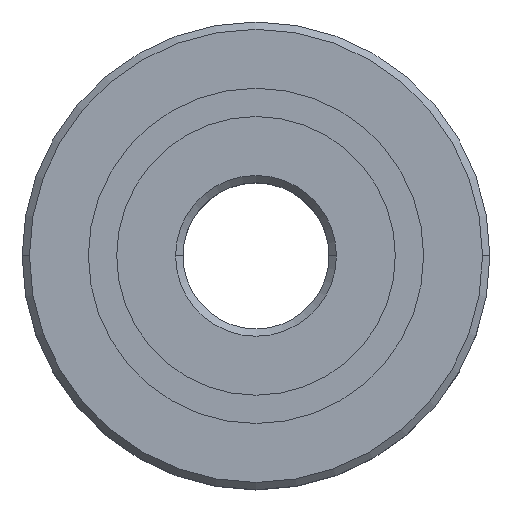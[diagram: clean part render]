
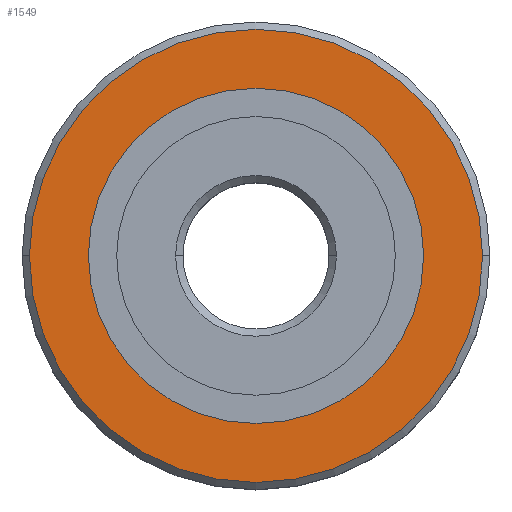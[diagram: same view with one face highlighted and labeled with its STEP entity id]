
A CAD part, top view. The second image highlights one B-rep face of the part: STEP entity #1549.
In plain terms, the highlighted planar face has unit normal (0, 0, 1).
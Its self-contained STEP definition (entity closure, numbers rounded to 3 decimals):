
#79 = DIRECTION ( 'NONE',  ( 1., 0., 0. ) ) ;
#109 = AXIS2_PLACEMENT_3D ( 'NONE', #594, #845, #1356 ) ;
#117 = DIRECTION ( 'NONE',  ( 1., 0., 0. ) ) ;
#180 = DIRECTION ( 'NONE',  ( 1., 0., 0. ) ) ;
#187 = ORIENTED_EDGE ( 'NONE', *, *, #1256, .F. ) ;
#211 = EDGE_CURVE ( 'NONE', #482, #1071, #1107, .T. ) ;
#212 = CARTESIAN_POINT ( 'NONE',  ( 0., 0., 2.5 ) ) ;
#279 = EDGE_LOOP ( 'NONE', ( #667, #786 ) ) ;
#331 = CARTESIAN_POINT ( 'NONE',  ( 0., 0., 2.5 ) ) ;
#364 = ORIENTED_EDGE ( 'NONE', *, *, #1009, .F. ) ;
#371 = AXIS2_PLACEMENT_3D ( 'NONE', #331, #1222, #79 ) ;
#482 = VERTEX_POINT ( 'NONE', #1617 ) ;
#564 = FACE_BOUND ( 'NONE', #1202, .T. ) ;
#594 = CARTESIAN_POINT ( 'NONE',  ( 0., 7.75, 2.5 ) ) ;
#596 = CARTESIAN_POINT ( 'NONE',  ( 7.75, 0., 2.5 ) ) ;
#661 = VERTEX_POINT ( 'NONE', #1547 ) ;
#667 = ORIENTED_EDGE ( 'NONE', *, *, #211, .T. ) ;
#786 = ORIENTED_EDGE ( 'NONE', *, *, #1278, .T. ) ;
#812 = DIRECTION ( 'NONE',  ( 0., 0., 1. ) ) ;
#833 = DIRECTION ( 'NONE',  ( 1., 0., 0. ) ) ;
#845 = DIRECTION ( 'NONE',  ( 0., 0., -1. ) ) ;
#861 = CARTESIAN_POINT ( 'NONE',  ( -5.734, 0., 2.5 ) ) ;
#863 = AXIS2_PLACEMENT_3D ( 'NONE', #212, #1473, #833 ) ;
#867 = DIRECTION ( 'NONE',  ( 0., 0., 1. ) ) ;
#933 = CIRCLE ( 'NONE', #1352, 5.734 ) ;
#938 = CARTESIAN_POINT ( 'NONE',  ( 0., 0., 2.5 ) ) ;
#951 = VERTEX_POINT ( 'NONE', #861 ) ;
#1009 = EDGE_CURVE ( 'NONE', #951, #661, #933, .T. ) ;
#1071 = VERTEX_POINT ( 'NONE', #596 ) ;
#1107 = CIRCLE ( 'NONE', #371, 7.75 ) ;
#1202 = EDGE_LOOP ( 'NONE', ( #187, #364 ) ) ;
#1222 = DIRECTION ( 'NONE',  ( 0., 0., 1. ) ) ;
#1249 = CARTESIAN_POINT ( 'NONE',  ( 0., 0., 2.5 ) ) ;
#1256 = EDGE_CURVE ( 'NONE', #661, #951, #1283, .T. ) ;
#1278 = EDGE_CURVE ( 'NONE', #1071, #482, #1359, .T. ) ;
#1283 = CIRCLE ( 'NONE', #1412, 5.734 ) ;
#1352 = AXIS2_PLACEMENT_3D ( 'NONE', #938, #812, #180 ) ;
#1356 = DIRECTION ( 'NONE',  ( -1., 0., 0. ) ) ;
#1359 = CIRCLE ( 'NONE', #863, 7.75 ) ;
#1412 = AXIS2_PLACEMENT_3D ( 'NONE', #1249, #867, #117 ) ;
#1473 = DIRECTION ( 'NONE',  ( 0., 0., 1. ) ) ;
#1546 = FACE_OUTER_BOUND ( 'NONE', #279, .T. ) ;
#1547 = CARTESIAN_POINT ( 'NONE',  ( 5.734, 0., 2.5 ) ) ;
#1549 = ADVANCED_FACE ( 'NONE', ( #564, #1546 ), #1616, .F. ) ;
#1616 = PLANE ( 'NONE',  #109 ) ;
#1617 = CARTESIAN_POINT ( 'NONE',  ( -7.75, 0., 2.5 ) ) ;
